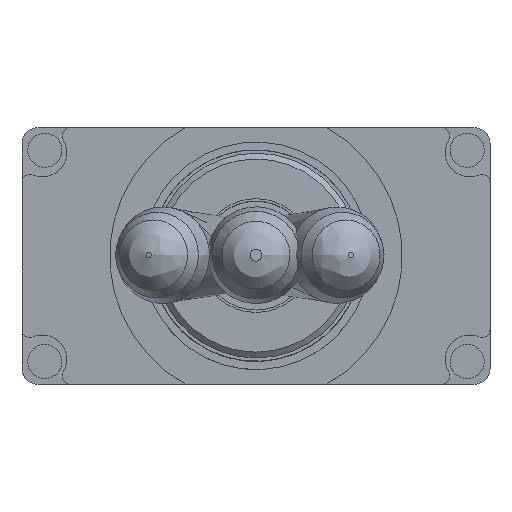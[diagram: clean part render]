
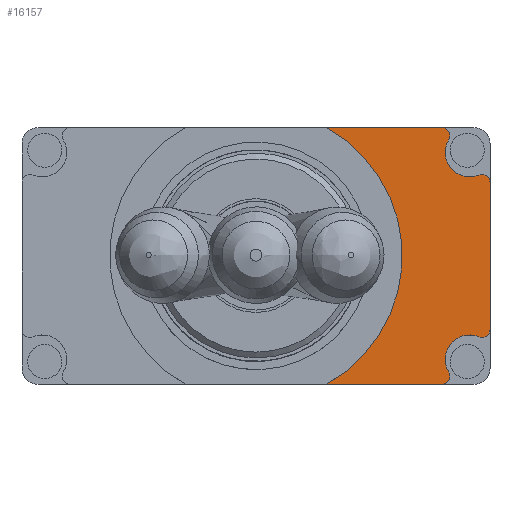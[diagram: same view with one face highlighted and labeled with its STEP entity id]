
A CAD part, top view. The second image highlights one B-rep face of the part: STEP entity #16157.
In plain terms, the highlighted planar face has unit normal (0, 0, 1).
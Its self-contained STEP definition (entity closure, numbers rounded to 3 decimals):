
#309=PLANE('',#23034);
#1047=CIRCLE('',#22981,1.5);
#1049=CIRCLE('',#22984,0.5);
#1051=CIRCLE('',#22987,1.5);
#1053=CIRCLE('',#22990,0.5);
#1070=CIRCLE('',#23018,0.5);
#1079=CIRCLE('',#23035,9.);
#1080=CIRCLE('',#23036,0.5);
#2730=ORIENTED_EDGE('',*,*,#7473,.F.);
#2731=ORIENTED_EDGE('',*,*,#7481,.T.);
#2732=ORIENTED_EDGE('',*,*,#7466,.T.);
#2733=ORIENTED_EDGE('',*,*,#7462,.T.);
#2734=ORIENTED_EDGE('',*,*,#7512,.T.);
#2735=ORIENTED_EDGE('',*,*,#7530,.T.);
#2736=ORIENTED_EDGE('',*,*,#7531,.T.);
#2737=ORIENTED_EDGE('',*,*,#7532,.T.);
#2738=ORIENTED_EDGE('',*,*,#7533,.F.);
#2739=ORIENTED_EDGE('',*,*,#7469,.F.);
#7462=EDGE_CURVE('',#9870,#9871,#1047,.T.);
#7466=EDGE_CURVE('',#9874,#9870,#1049,.T.);
#7469=EDGE_CURVE('',#9876,#9877,#1051,.T.);
#7473=EDGE_CURVE('',#9880,#9876,#1053,.T.);
#7481=EDGE_CURVE('',#9880,#9874,#11481,.T.);
#7512=EDGE_CURVE('',#9871,#9909,#1070,.T.);
#7530=EDGE_CURVE('',#9909,#9918,#11506,.T.);
#7531=EDGE_CURVE('',#9918,#9919,#1079,.T.);
#7532=EDGE_CURVE('',#9919,#9920,#11507,.T.);
#7533=EDGE_CURVE('',#9877,#9920,#1080,.T.);
#9870=VERTEX_POINT('',#34357);
#9871=VERTEX_POINT('',#34358);
#9874=VERTEX_POINT('',#34366);
#9876=VERTEX_POINT('',#34372);
#9877=VERTEX_POINT('',#34373);
#9880=VERTEX_POINT('',#34381);
#9909=VERTEX_POINT('',#34460);
#9918=VERTEX_POINT('',#34495);
#9919=VERTEX_POINT('',#34497);
#9920=VERTEX_POINT('',#34499);
#11481=LINE('',#34395,#12516);
#11506=LINE('',#34494,#12541);
#11507=LINE('',#34498,#12542);
#12516=VECTOR('',#24145,1000.);
#12541=VECTOR('',#24254,1000.);
#12542=VECTOR('',#24257,1000.);
#13589=EDGE_LOOP('',(#2730,#2731,#2732,#2733,#2734,#2735,#2736,#2737,#2738,
#2739));
#14829=FACE_BOUND('',#13589,.T.);
#16157=ADVANCED_FACE('',(#14829),#309,.F.);
#22981=AXIS2_PLACEMENT_3D('',#34356,#24110,#24111);
#22984=AXIS2_PLACEMENT_3D('',#34365,#24118,#24119);
#22987=AXIS2_PLACEMENT_3D('',#34371,#24125,#24126);
#22990=AXIS2_PLACEMENT_3D('',#34380,#24133,#24134);
#23018=AXIS2_PLACEMENT_3D('',#34459,#24211,#24212);
#23034=AXIS2_PLACEMENT_3D('',#34493,#24252,#24253);
#23035=AXIS2_PLACEMENT_3D('',#34496,#24255,#24256);
#23036=AXIS2_PLACEMENT_3D('',#34500,#24258,#24259);
#24110=DIRECTION('',(0.,0.,-1.));
#24111=DIRECTION('',(1.,0.,0.));
#24118=DIRECTION('',(0.,0.,1.));
#24119=DIRECTION('',(1.,0.,0.));
#24125=DIRECTION('',(0.,0.,1.));
#24126=DIRECTION('',(1.,0.,0.));
#24133=DIRECTION('',(0.,0.,-1.));
#24134=DIRECTION('',(1.,0.,0.));
#24145=DIRECTION('',(0.,1.,0.));
#24211=DIRECTION('',(0.,0.,1.));
#24212=DIRECTION('',(-1.,0.,0.));
#24252=DIRECTION('',(0.,0.,-1.));
#24253=DIRECTION('',(-1.,0.,0.));
#24254=DIRECTION('',(-1.,0.,0.));
#24255=DIRECTION('',(0.,0.,-1.));
#24256=DIRECTION('',(-1.,0.,0.));
#24257=DIRECTION('',(1.,0.,0.));
#24258=DIRECTION('',(0.,0.,-1.));
#24259=DIRECTION('',(-1.,0.,0.));
#34356=CARTESIAN_POINT('',(13.139,6.364,1.7));
#34357=CARTESIAN_POINT('',(13.71,4.976,1.7));
#34358=CARTESIAN_POINT('',(11.857,7.141,1.7));
#34365=CARTESIAN_POINT('',(13.9,4.514,1.7));
#34366=CARTESIAN_POINT('',(14.4,4.514,1.7));
#34371=CARTESIAN_POINT('',(13.139,-6.364,1.7));
#34372=CARTESIAN_POINT('',(13.71,-4.976,1.7));
#34373=CARTESIAN_POINT('',(11.857,-7.141,1.7));
#34380=CARTESIAN_POINT('',(13.9,-4.514,1.7));
#34381=CARTESIAN_POINT('',(14.4,-4.514,1.7));
#34395=CARTESIAN_POINT('',(14.4,-6.9,1.7));
#34459=CARTESIAN_POINT('',(11.429,7.4,1.7));
#34460=CARTESIAN_POINT('',(11.429,7.9,1.7));
#34493=CARTESIAN_POINT('',(0.,0.,1.7));
#34494=CARTESIAN_POINT('',(13.4,7.9,1.7));
#34495=CARTESIAN_POINT('',(4.312,7.9,1.7));
#34496=CARTESIAN_POINT('',(0.,0.,1.7));
#34497=CARTESIAN_POINT('',(4.312,-7.9,1.7));
#34498=CARTESIAN_POINT('',(4.312,-7.9,1.7));
#34499=CARTESIAN_POINT('',(11.429,-7.9,1.7));
#34500=CARTESIAN_POINT('',(11.429,-7.4,1.7));
